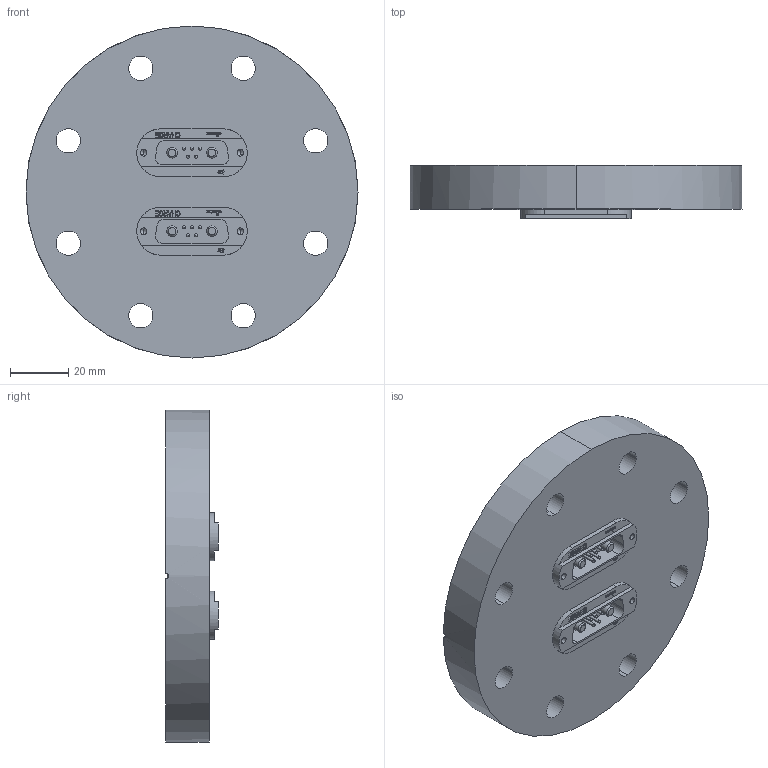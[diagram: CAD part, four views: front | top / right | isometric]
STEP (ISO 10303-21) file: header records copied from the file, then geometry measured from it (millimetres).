
FILE_DESCRIPTION (( 'STEP AP214' ), '1' );
FILE_NAME ('210-X15-2P5-C63-2.STEP', '2020-11-26T14:20:14', ( '' ), ( '' ), 'SwSTEP 2.0', 'SolidWorks 2017', '' );
FILE_SCHEMA (( 'AUTOMOTIVE_DESIGN' ));
Length unit declared in the file: millimetre
Products named in the file (6): 9212-POWER-PIN_vergoldet; 210-X15-2P5-C63-2; 9210-PIN-FENI_Pin vergoldet; 921-D15-7W2_f〉 BG; 218-X15-2P5; 9210-D15-C63-2_DN63
Assembly tree (11 placements, depth 3):
  210-X15-2P5-C63-2
    9210-D15-C63-2_DN63
    218-X15-2P5  x2
      921-D15-7W2_f〉 BG
      9212-POWER-PIN_vergoldet
      9210-PIN-FENI_Pin vergoldet
Bounding box: 114.3 x 18.2 x 114.3 mm (x, y, z)
Volume: 137628.6 mm3; surface area: 38168.8 mm2
Topology: 17 solids, 17 shells, 682 faces, 1824 edges, 1196 vertices
Faces by surface type: plane 346, cylinder 210, bspline 70, cone 36, sphere 20
Entity records: 12480 total; most frequent: CARTESIAN_POINT 3748, ORIENTED_EDGE 1776, DIRECTION 1674, EDGE_CURVE 888, VERTEX_POINT 588, LINE 586, VECTOR 586, AXIS2_PLACEMENT_3D 544
